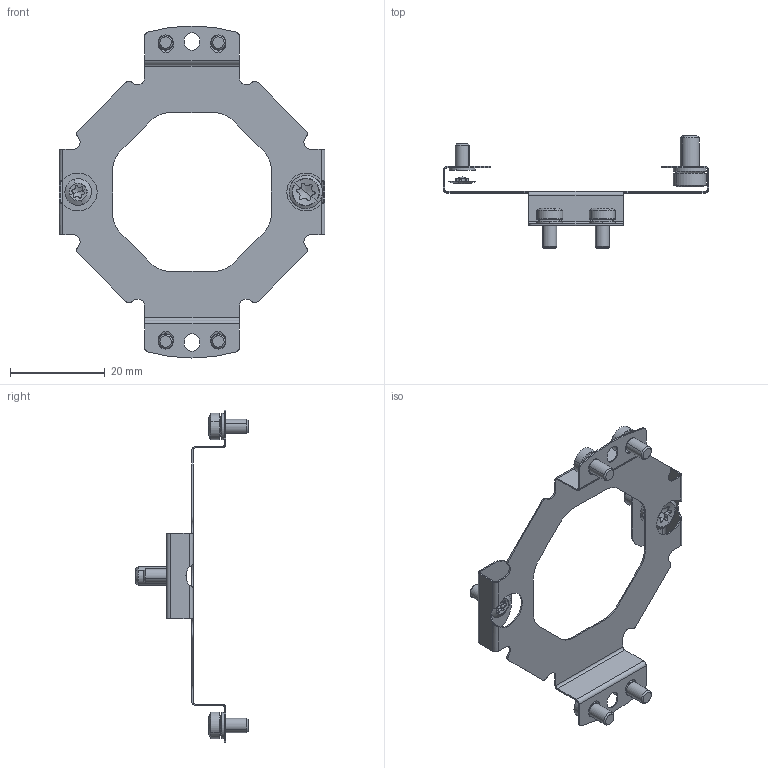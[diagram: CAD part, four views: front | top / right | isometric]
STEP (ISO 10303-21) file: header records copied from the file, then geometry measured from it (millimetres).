
FILE_DESCRIPTION (( 'STEP AP203' ), '1' );
FILE_NAME ('M060_M9445-063.STEP', '2019-07-22T06:18:51', ( '' ), ( '' ), 'SwSTEP 2.0', 'SolidWorks 2017', '' );
FILE_SCHEMA (( 'CONFIG_CONTROL_DESIGN' ));
Length unit declared in the file: millimetre
Products named in the file (1): M060_M9445-063
Bounding box: 56 x 23.75 x 70 mm (x, y, z)
Surface area: 5792.3 mm2 (no closed solid volume)
Topology: 0 solids, 19 shells, 395 faces, 1065 edges, 674 vertices
Faces by surface type: cylinder 211, plane 80, cone 74, torus 16, sphere 10, bspline 4
Entity records: 13420 total; most frequent: CARTESIAN_POINT 3591, DIRECTION 2051, ORIENTED_EDGE 2002, EDGE_CURVE 1053, AXIS2_PLACEMENT_3D 790, VERTEX_POINT 674, VECTOR 471, LINE 471
